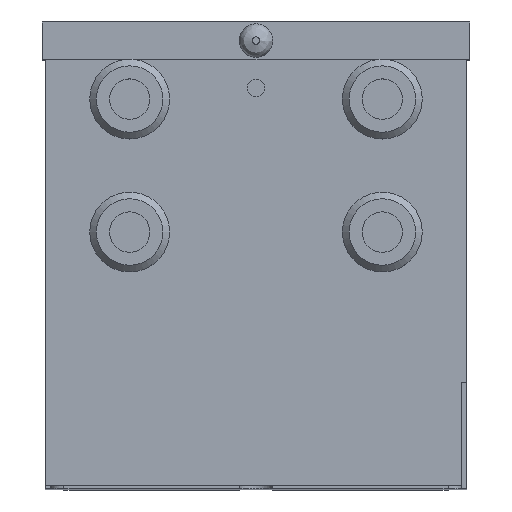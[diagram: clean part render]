
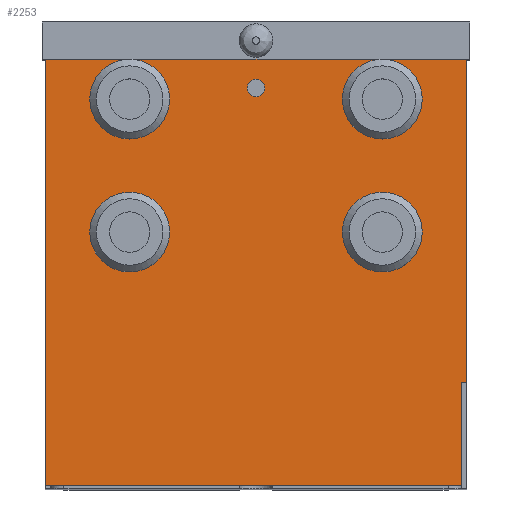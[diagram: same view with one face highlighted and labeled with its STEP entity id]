
A CAD part, top view. The second image highlights one B-rep face of the part: STEP entity #2253.
In plain terms, the highlighted planar face has unit normal (0, 0, 1).
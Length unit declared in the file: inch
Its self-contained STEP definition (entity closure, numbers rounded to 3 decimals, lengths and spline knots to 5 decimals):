
#48=LINE('',#3361,#279);
#64=LINE('',#3397,#295);
#69=LINE('',#3407,#300);
#78=LINE('',#3425,#309);
#79=LINE('',#3436,#310);
#80=LINE('',#3438,#311);
#81=LINE('',#3441,#312);
#82=LINE('',#3443,#313);
#279=VECTOR('',#2688,0.3937);
#295=VECTOR('',#2722,0.3937);
#300=VECTOR('',#2731,0.3937);
#309=VECTOR('',#2746,0.3937);
#310=VECTOR('',#2757,0.3937);
#311=VECTOR('',#2758,0.3937);
#312=VECTOR('',#2761,0.3937);
#313=VECTOR('',#2764,0.3937);
#500=FACE_BOUND('',#754,.T.);
#501=FACE_BOUND('',#755,.T.);
#502=FACE_BOUND('',#756,.T.);
#597=FACE_OUTER_BOUND('',#753,.T.);
#753=EDGE_LOOP('',(#1629,#1630,#1631,#1632,#1633,#1634,#1635,#1636,#1637,
#1638));
#754=EDGE_LOOP('',(#1639));
#755=EDGE_LOOP('',(#1640));
#756=EDGE_LOOP('',(#1641));
#943=CIRCLE('',#2434,0.375);
#944=CIRCLE('',#2435,0.375);
#945=CIRCLE('',#2436,0.375);
#946=CIRCLE('',#2437,0.375);
#947=CIRCLE('',#2438,0.082);
#1032=VERTEX_POINT('',#3358);
#1033=VERTEX_POINT('',#3360);
#1044=VERTEX_POINT('',#3396);
#1046=VERTEX_POINT('',#3404);
#1047=VERTEX_POINT('',#3406);
#1058=VERTEX_POINT('',#3435);
#1059=VERTEX_POINT('',#3437);
#1060=VERTEX_POINT('',#3440);
#1061=VERTEX_POINT('',#3444);
#1062=VERTEX_POINT('',#3446);
#1063=VERTEX_POINT('',#3448);
#1248=EDGE_CURVE('',#1033,#1032,#48,.T.);
#1266=EDGE_CURVE('',#1032,#1044,#64,.T.);
#1271=EDGE_CURVE('',#1046,#1047,#69,.T.);
#1281=EDGE_CURVE('',#1033,#1046,#78,.T.);
#1286=EDGE_CURVE('',#1044,#1058,#79,.T.);
#1287=EDGE_CURVE('',#1058,#1059,#80,.T.);
#1288=EDGE_CURVE('',#1059,#1059,#943,.T.);
#1289=EDGE_CURVE('',#1059,#1060,#81,.T.);
#1290=EDGE_CURVE('',#1060,#1060,#944,.T.);
#1291=EDGE_CURVE('',#1060,#1047,#82,.T.);
#1292=EDGE_CURVE('',#1061,#1061,#945,.T.);
#1293=EDGE_CURVE('',#1062,#1062,#946,.T.);
#1294=EDGE_CURVE('',#1063,#1063,#947,.T.);
#1629=ORIENTED_EDGE('',*,*,#1248,.T.);
#1630=ORIENTED_EDGE('',*,*,#1266,.T.);
#1631=ORIENTED_EDGE('',*,*,#1286,.T.);
#1632=ORIENTED_EDGE('',*,*,#1287,.T.);
#1633=ORIENTED_EDGE('',*,*,#1288,.T.);
#1634=ORIENTED_EDGE('',*,*,#1289,.T.);
#1635=ORIENTED_EDGE('',*,*,#1290,.T.);
#1636=ORIENTED_EDGE('',*,*,#1291,.T.);
#1637=ORIENTED_EDGE('',*,*,#1271,.F.);
#1638=ORIENTED_EDGE('',*,*,#1281,.F.);
#1639=ORIENTED_EDGE('',*,*,#1292,.T.);
#1640=ORIENTED_EDGE('',*,*,#1293,.T.);
#1641=ORIENTED_EDGE('',*,*,#1294,.T.);
#2143=PLANE('',#2433);
#2253=ADVANCED_FACE('',(#597,#500,#501,#502),#2143,.T.);
#2433=AXIS2_PLACEMENT_3D('',#3434,#2755,#2756);
#2434=AXIS2_PLACEMENT_3D('',#3439,#2759,#2760);
#2435=AXIS2_PLACEMENT_3D('',#3442,#2762,#2763);
#2436=AXIS2_PLACEMENT_3D('',#3445,#2765,#2766);
#2437=AXIS2_PLACEMENT_3D('',#3447,#2767,#2768);
#2438=AXIS2_PLACEMENT_3D('',#3449,#2769,#2770);
#2688=DIRECTION('',(0.,1.,0.));
#2722=DIRECTION('',(1.,0.,0.));
#2731=DIRECTION('',(0.,1.,0.));
#2746=DIRECTION('',(-1.,0.,0.));
#2755=DIRECTION('center_axis',(0.,0.,1.));
#2756=DIRECTION('ref_axis',(0.,1.,0.));
#2757=DIRECTION('',(0.,1.,0.));
#2758=DIRECTION('',(-1.,0.,0.));
#2759=DIRECTION('center_axis',(0.,0.,-1.));
#2760=DIRECTION('ref_axis',(-1.,0.,0.));
#2761=DIRECTION('',(-1.,0.,0.));
#2762=DIRECTION('center_axis',(0.,0.,-1.));
#2763=DIRECTION('ref_axis',(-1.,0.,0.));
#2764=DIRECTION('',(-1.,0.,0.));
#2765=DIRECTION('center_axis',(0.,0.,-1.));
#2766=DIRECTION('ref_axis',(-1.,0.,0.));
#2767=DIRECTION('center_axis',(0.,0.,-1.));
#2768=DIRECTION('ref_axis',(-1.,0.,0.));
#2769=DIRECTION('center_axis',(0.,0.,-1.));
#2770=DIRECTION('ref_axis',(-1.,0.,0.));
#3358=CARTESIAN_POINT('',(-0.05,1.,2.4));
#3360=CARTESIAN_POINT('',(-0.05,0.03,2.4));
#3361=CARTESIAN_POINT('',(-0.05,0.015,2.4));
#3396=CARTESIAN_POINT('',(0.,1.,2.4));
#3397=CARTESIAN_POINT('',(-0.0125,1.,2.4));
#3404=CARTESIAN_POINT('',(-3.96,0.03,2.4));
#3406=CARTESIAN_POINT('',(-3.96,4.04,2.4));
#3407=CARTESIAN_POINT('',(-3.96,0.03,2.4));
#3425=CARTESIAN_POINT('',(0.,0.03,2.4));
#3434=CARTESIAN_POINT('Origin',(0.,0.03,2.4));
#3435=CARTESIAN_POINT('',(0.,4.04,2.4));
#3436=CARTESIAN_POINT('',(0.,0.03,2.4));
#3437=CARTESIAN_POINT('',(-0.7925,4.04,2.4));
#3438=CARTESIAN_POINT('',(-0.99,4.04,2.4));
#3439=CARTESIAN_POINT('Origin',(-0.7925,3.665,2.4));
#3440=CARTESIAN_POINT('',(-3.1675,4.04,2.4));
#3441=CARTESIAN_POINT('',(-0.99,4.04,2.4));
#3442=CARTESIAN_POINT('Origin',(-3.1675,3.665,2.4));
#3443=CARTESIAN_POINT('',(-0.99,4.04,2.4));
#3444=CARTESIAN_POINT('',(-2.7925,2.415,2.4));
#3445=CARTESIAN_POINT('Origin',(-3.1675,2.415,2.4));
#3446=CARTESIAN_POINT('',(-0.4175,2.415,2.4));
#3447=CARTESIAN_POINT('Origin',(-0.7925,2.415,2.4));
#3448=CARTESIAN_POINT('',(-1.898,3.77,2.4));
#3449=CARTESIAN_POINT('Origin',(-1.98,3.77,2.4));
